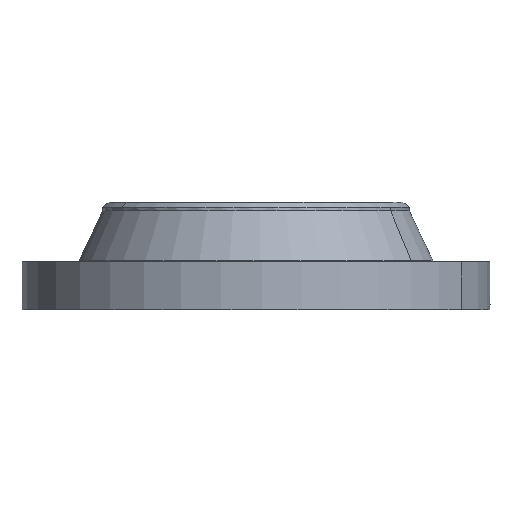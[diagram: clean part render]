
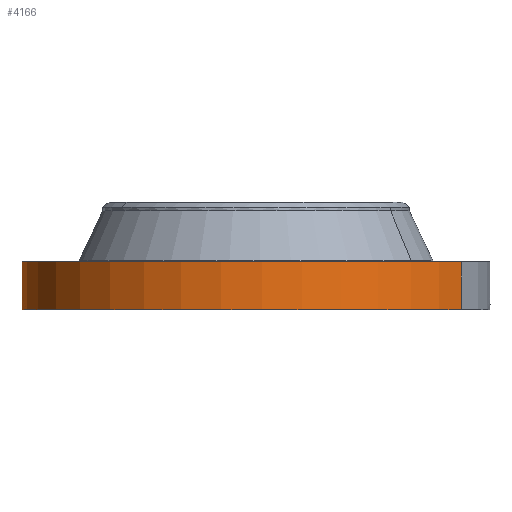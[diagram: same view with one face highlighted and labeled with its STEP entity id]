
A CAD part, left-side view. The second image highlights one B-rep face of the part: STEP entity #4166.
In plain terms, the highlighted cylindrical face has radius 387.35 mm (diameter 774.7 mm), a partial arc.
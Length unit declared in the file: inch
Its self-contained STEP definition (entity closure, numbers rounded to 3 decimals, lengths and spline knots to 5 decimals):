
#2927=AXIS2_PLACEMENT_3D('Circle Axis2P3D',#2925,#2926,$) ;
#4052=AXIS2_PLACEMENT_3D('Cylinder Axis2P3D',#4049,#4050,#4051) ;
#4056=AXIS2_PLACEMENT_3D('Circle Axis2P3D',#4054,#4055,$) ;
#2920=CARTESIAN_POINT('Vertex',(7.31124,13.38313,3.125)) ;
#2922=CARTESIAN_POINT('Vertex',(-7.31124,-13.38313,3.125)) ;
#2925=CARTESIAN_POINT('Axis2P3D Location',(0.,0.,3.125)) ;
#4049=CARTESIAN_POINT('Axis2P3D Location',(0.,0.,3.4975)) ;
#4054=CARTESIAN_POINT('Axis2P3D Location',(0.,0.,0.)) ;
#4058=CARTESIAN_POINT('Vertex',(-7.31124,-13.38313,0.)) ;
#4060=CARTESIAN_POINT('Vertex',(7.31124,13.38313,0.)) ;
#4063=CARTESIAN_POINT('Line Origine',(-7.31124,-13.38313,1.5625)) ;
#4068=CARTESIAN_POINT('Line Origine',(7.31124,13.38313,1.5625)) ;
#4080=CARTESIAN_POINT('Control Point',(-0.00072,15.25,1.10412)) ;
#4081=CARTESIAN_POINT('Control Point',(-0.01897,15.25,1.10408)) ;
#4082=CARTESIAN_POINT('Control Point',(-0.03722,15.24997,1.10263)) ;
#4083=CARTESIAN_POINT('Control Point',(-0.05525,15.2499,1.09978)) ;
#4084=CARTESIAN_POINT('Vertex',(-0.00072,15.25,1.10412)) ;
#4086=CARTESIAN_POINT('Vertex',(-0.05524,15.2499,1.09978)) ;
#4090=CARTESIAN_POINT('Control Point',(-0.05524,15.2499,1.09978)) ;
#4091=CARTESIAN_POINT('Control Point',(-0.0957,15.24975,1.09536)) ;
#4092=CARTESIAN_POINT('Control Point',(-0.13552,15.24944,1.08359)) ;
#4093=CARTESIAN_POINT('Control Point',(-0.1722,15.24903,1.06523)) ;
#4094=CARTESIAN_POINT('Vertex',(-0.1722,15.24903,1.06523)) ;
#4098=CARTESIAN_POINT('Control Point',(-0.03102,15.24997,0.34119)) ;
#4099=CARTESIAN_POINT('Control Point',(-0.09618,15.24984,0.34944)) ;
#4100=CARTESIAN_POINT('Control Point',(-0.15929,15.24936,0.37129)) ;
#4101=CARTESIAN_POINT('Control Point',(-0.2164,15.24859,0.4061)) ;
#4102=CARTESIAN_POINT('Control Point',(-0.28882,15.24733,0.47419)) ;
#4103=CARTESIAN_POINT('Control Point',(-0.33643,15.2463,0.55867)) ;
#4104=CARTESIAN_POINT('Control Point',(-0.34947,15.246,0.58873)) ;
#4105=CARTESIAN_POINT('Control Point',(-0.37169,15.24548,0.65897)) ;
#4106=CARTESIAN_POINT('Control Point',(-0.37718,15.24533,0.73214)) ;
#4107=CARTESIAN_POINT('Control Point',(-0.37491,15.24539,0.77295)) ;
#4108=CARTESIAN_POINT('Control Point',(-0.3565,15.24585,0.87072)) ;
#4109=CARTESIAN_POINT('Control Point',(-0.30814,15.24693,0.95794)) ;
#4110=CARTESIAN_POINT('Control Point',(-0.26982,15.24771,1.00324)) ;
#4111=CARTESIAN_POINT('Control Point',(-0.22354,15.24845,1.03954)) ;
#4112=CARTESIAN_POINT('Control Point',(-0.1722,15.24903,1.06523)) ;
#4113=CARTESIAN_POINT('Vertex',(-0.03102,15.24997,0.34119)) ;
#4117=CARTESIAN_POINT('Control Point',(-0.03102,15.24997,0.34119)) ;
#4118=CARTESIAN_POINT('Control Point',(-0.02067,15.24999,0.34087)) ;
#4119=CARTESIAN_POINT('Control Point',(-0.01032,15.25,0.34094)) ;
#4120=CARTESIAN_POINT('Control Point',(0.,15.25,0.34137)) ;
#4121=CARTESIAN_POINT('Vertex',(0.,15.25,0.34137)) ;
#4125=CARTESIAN_POINT('Control Point',(0.19263,15.24878,0.39741)) ;
#4126=CARTESIAN_POINT('Control Point',(0.14901,15.24933,0.37204)) ;
#4127=CARTESIAN_POINT('Control Point',(0.10112,15.24977,0.35378)) ;
#4128=CARTESIAN_POINT('Control Point',(0.05081,15.25,0.34353)) ;
#4129=CARTESIAN_POINT('Control Point',(0.,15.25,0.34137)) ;
#4130=CARTESIAN_POINT('Vertex',(0.19263,15.24878,0.39741)) ;
#4134=CARTESIAN_POINT('Control Point',(0.19263,15.24878,0.39741)) ;
#4135=CARTESIAN_POINT('Control Point',(0.24945,15.24807,0.43047)) ;
#4136=CARTESIAN_POINT('Control Point',(0.29951,15.24717,0.47484)) ;
#4137=CARTESIAN_POINT('Control Point',(0.33965,15.24626,0.52897)) ;
#4138=CARTESIAN_POINT('Control Point',(0.38385,15.24518,0.62717)) ;
#4139=CARTESIAN_POINT('Control Point',(0.39239,15.24495,0.73246)) ;
#4140=CARTESIAN_POINT('Control Point',(0.39027,15.24501,0.77262)) ;
#4141=CARTESIAN_POINT('Control Point',(0.3761,15.24537,0.84753)) ;
#4142=CARTESIAN_POINT('Control Point',(0.34396,15.24613,0.91596)) ;
#4143=CARTESIAN_POINT('Control Point',(0.32488,15.24656,0.94638)) ;
#4144=CARTESIAN_POINT('Control Point',(0.26317,15.24783,1.02274)) ;
#4145=CARTESIAN_POINT('Control Point',(0.18008,15.24909,1.07567)) ;
#4146=CARTESIAN_POINT('Control Point',(0.12135,15.2497,1.09769)) ;
#4147=CARTESIAN_POINT('Control Point',(0.0602,15.25,1.10711)) ;
#4148=CARTESIAN_POINT('Control Point',(-0.00003,15.25,1.10415)) ;
#4149=CARTESIAN_POINT('Vertex',(-0.00003,15.25,1.10415)) ;
#4153=CARTESIAN_POINT('Control Point',(-0.00072,15.25,1.10412)) ;
#4154=CARTESIAN_POINT('Control Point',(-0.00037,15.25,1.10414)) ;
#4155=CARTESIAN_POINT('Control Point',(-0.00003,15.25,1.10415)) ;
#2926=DIRECTION('Axis2P3D Direction',(0.,0.,-0.039)) ;
#4050=DIRECTION('Axis2P3D Direction',(0.,0.,-0.039)) ;
#4051=DIRECTION('Axis2P3D XDirection',(0.019,0.035,0.)) ;
#4055=DIRECTION('Axis2P3D Direction',(0.,0.,-0.039)) ;
#4064=DIRECTION('Vector Direction',(0.,0.,-0.039)) ;
#4069=DIRECTION('Vector Direction',(0.,0.,-0.039)) ;
#4065=VECTOR('Line Direction',#4064,0.03937) ;
#4070=VECTOR('Line Direction',#4069,0.03937) ;
#4074=ORIENTED_EDGE('',*,*,#4062,.F.) ;
#4075=ORIENTED_EDGE('',*,*,#4067,.T.) ;
#4076=ORIENTED_EDGE('',*,*,#2929,.T.) ;
#4077=ORIENTED_EDGE('',*,*,#4072,.F.) ;
#4158=ORIENTED_EDGE('',*,*,#4088,.T.) ;
#4159=ORIENTED_EDGE('',*,*,#4096,.T.) ;
#4160=ORIENTED_EDGE('',*,*,#4115,.F.) ;
#4161=ORIENTED_EDGE('',*,*,#4123,.T.) ;
#4162=ORIENTED_EDGE('',*,*,#4132,.F.) ;
#4163=ORIENTED_EDGE('',*,*,#4151,.T.) ;
#4164=ORIENTED_EDGE('',*,*,#4156,.F.) ;
#4165=FACE_BOUND('',#4157,.T.) ;
#4166=ADVANCED_FACE('PartBody',(#4078,#4165),#4053,.T.) ;
#4079=B_SPLINE_CURVE_WITH_KNOTS('',3,(#4080,#4081,#4082,#4083),.UNSPECIFIED.,.F.,.U.,(4,4),(34.6166,36.64171),.UNSPECIFIED.) ;
#4089=B_SPLINE_CURVE_WITH_KNOTS('',3,(#4090,#4091,#4092,#4093),.UNSPECIFIED.,.F.,.U.,(4,4),(0.,4.57284),.UNSPECIFIED.) ;
#4097=B_SPLINE_CURVE_WITH_KNOTS('',5,(#4098,#4099,#4100,#4101,#4102,#4103,#4104,#4105,#4106,#4107,#4108,#4109,#4110,#4111,#4112),.UNSPECIFIED.,.F.,.U.,(6,3,3,3,6),(0.,11.41563,17.25639,24.61345,35.28116),.UNSPECIFIED.) ;
#4116=B_SPLINE_CURVE_WITH_KNOTS('',3,(#4117,#4118,#4119,#4120),.UNSPECIFIED.,.F.,.U.,(4,4),(0.,1.07896),.UNSPECIFIED.) ;
#4124=B_SPLINE_CURVE_WITH_KNOTS('',4,(#4125,#4126,#4127,#4128,#4129),.UNSPECIFIED.,.F.,.U.,(5,5),(0.,7.07933),.UNSPECIFIED.) ;
#4133=B_SPLINE_CURVE_WITH_KNOTS('',5,(#4134,#4135,#4136,#4137,#4138,#4139,#4140,#4141,#4142,#4143,#4144,#4145,#4146,#4147,#4148),.UNSPECIFIED.,.F.,.U.,(6,3,3,3,6),(0.,11.52891,18.60799,25.03,36.28697),.UNSPECIFIED.) ;
#4152=B_SPLINE_CURVE_WITH_KNOTS('',2,(#4153,#4154,#4155),.UNSPECIFIED.,.F.,.U.,(3,3),(1.02181,1.0476),.UNSPECIFIED.) ;
#2928=CIRCLE('generated circle',#2927,15.25) ;
#4057=CIRCLE('generated circle',#4056,15.25) ;
#4053=CYLINDRICAL_SURFACE('generated cylinder',#4052,15.25) ;
#2929=EDGE_CURVE('',#2923,#2921,#2928,.T.) ;
#4062=EDGE_CURVE('',#4059,#4061,#4057,.T.) ;
#4067=EDGE_CURVE('',#4059,#2923,#4066,.F.) ;
#4072=EDGE_CURVE('',#4061,#2921,#4071,.F.) ;
#4088=EDGE_CURVE('',#4085,#4087,#4079,.T.) ;
#4096=EDGE_CURVE('',#4087,#4095,#4089,.T.) ;
#4115=EDGE_CURVE('',#4114,#4095,#4097,.T.) ;
#4123=EDGE_CURVE('',#4114,#4122,#4116,.T.) ;
#4132=EDGE_CURVE('',#4131,#4122,#4124,.T.) ;
#4151=EDGE_CURVE('',#4131,#4150,#4133,.T.) ;
#4156=EDGE_CURVE('',#4085,#4150,#4152,.T.) ;
#4073=EDGE_LOOP('',(#4074,#4075,#4076,#4077)) ;
#4157=EDGE_LOOP('',(#4158,#4159,#4160,#4161,#4162,#4163,#4164)) ;
#4078=FACE_OUTER_BOUND('',#4073,.T.) ;
#4066=LINE('Line',#4063,#4065) ;
#4071=LINE('Line',#4068,#4070) ;
#2921=VERTEX_POINT('',#2920) ;
#2923=VERTEX_POINT('',#2922) ;
#4059=VERTEX_POINT('',#4058) ;
#4061=VERTEX_POINT('',#4060) ;
#4085=VERTEX_POINT('',#4084) ;
#4087=VERTEX_POINT('',#4086) ;
#4095=VERTEX_POINT('',#4094) ;
#4114=VERTEX_POINT('',#4113) ;
#4122=VERTEX_POINT('',#4121) ;
#4131=VERTEX_POINT('',#4130) ;
#4150=VERTEX_POINT('',#4149) ;
